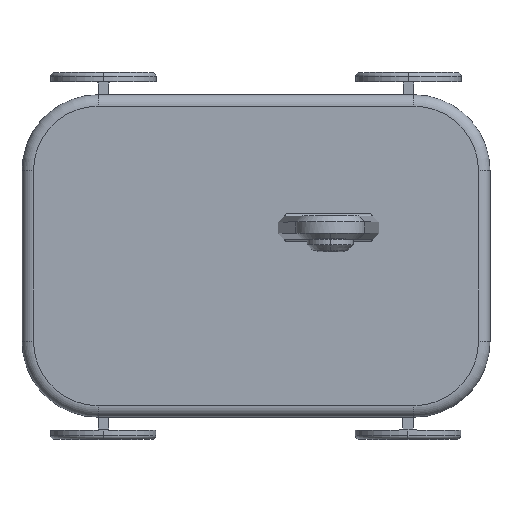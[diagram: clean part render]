
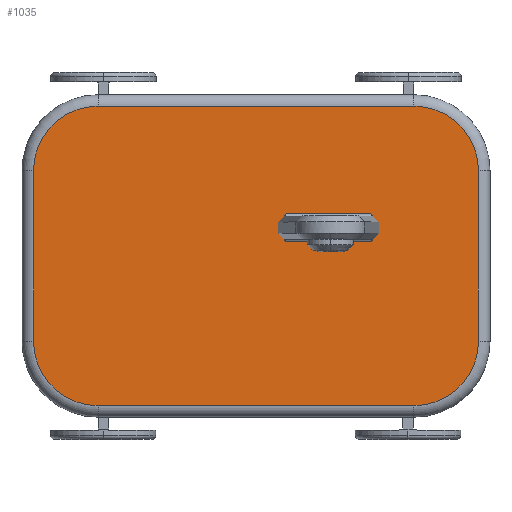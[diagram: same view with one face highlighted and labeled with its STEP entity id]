
A CAD part, top view. The second image highlights one B-rep face of the part: STEP entity #1035.
In plain terms, the highlighted planar face has unit normal (0, 0, 1).
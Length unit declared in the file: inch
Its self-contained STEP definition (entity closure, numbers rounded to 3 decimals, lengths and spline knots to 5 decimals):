
#21 = CARTESIAN_POINT ( 'NONE',  ( -0.89609, -0.09047, 0.7874 ) ) ;
#39 = EDGE_CURVE ( 'NONE', #2244, #1829, #1461, .T. ) ;
#44 = CARTESIAN_POINT ( 'NONE',  ( -3.96903, 2.07895, 0.7874 ) ) ;
#47 = CARTESIAN_POINT ( 'NONE',  ( -3.96903, -3.03916, 0.7874 ) ) ;
#63 = VERTEX_POINT ( 'NONE', #1025 ) ;
#75 = ORIENTED_EDGE ( 'NONE', *, *, #1633, .T. ) ;
#76 = CARTESIAN_POINT ( 'NONE',  ( -3.96903, -1.93601, 0.7874 ) ) ;
#101 = DIRECTION ( 'NONE',  ( 0., 1., 0. ) ) ;
#126 = CARTESIAN_POINT ( 'NONE',  ( -0.88967, -1.93601, 0.7874 ) ) ;
#151 = LINE ( 'NONE', #1309, #2506 ) ;
#161 = DIRECTION ( 'NONE',  ( 1., 0., 0. ) ) ;
#162 = LINE ( 'NONE', #1892, #875 ) ;
#171 = VERTEX_POINT ( 'NONE', #2393 ) ;
#222 = VERTEX_POINT ( 'NONE', #1437 ) ;
#263 = DIRECTION ( 'NONE',  ( 0., 1., 0. ) ) ;
#307 = ORIENTED_EDGE ( 'NONE', *, *, #2311, .T. ) ;
#310 = VERTEX_POINT ( 'NONE', #704 ) ;
#322 = VECTOR ( 'NONE', #1594, 39.37008 ) ;
#328 = DIRECTION ( 'NONE',  ( 1., 0., 0. ) ) ;
#330 = DIRECTION ( 'NONE',  ( 1., 0., 0. ) ) ;
#339 = DIRECTION ( 'NONE',  ( -1., 0., 0. ) ) ;
#383 = VERTEX_POINT ( 'NONE', #1879 ) ;
#393 = ORIENTED_EDGE ( 'NONE', *, *, #436, .T. ) ;
#415 = ORIENTED_EDGE ( 'NONE', *, *, #1629, .T. ) ;
#436 = EDGE_CURVE ( 'NONE', #222, #1032, #1291, .T. ) ;
#551 = CARTESIAN_POINT ( 'NONE',  ( 1.43097, 0.9758, 0.7874 ) ) ;
#560 = DIRECTION ( 'NONE',  ( -1., 0., 0. ) ) ;
#568 = ORIENTED_EDGE ( 'NONE', *, *, #39, .T. ) ;
#601 = ORIENTED_EDGE ( 'NONE', *, *, #1335, .T. ) ;
#612 = VECTOR ( 'NONE', #771, 39.37008 ) ;
#638 = CARTESIAN_POINT ( 'NONE',  ( 0.83208, -1.93601, 0.7874 ) ) ;
#655 = CARTESIAN_POINT ( 'NONE',  ( 1.43097, 2.07895, 0.7874 ) ) ;
#660 = PLANE ( 'NONE',  #1549 ) ;
#704 = CARTESIAN_POINT ( 'NONE',  ( -0.74905, -0.23685, 0.7874 ) ) ;
#723 = VERTEX_POINT ( 'NONE', #1560 ) ;
#771 = DIRECTION ( 'NONE',  ( 0.708, -0.706, 0. ) ) ;
#838 = CARTESIAN_POINT ( 'NONE',  ( -3.96903, 0.9758, 0.7874 ) ) ;
#861 = CARTESIAN_POINT ( 'NONE',  ( -0.88967, 0.09685, 0.7874 ) ) ;
#875 = VECTOR ( 'NONE', #1554, 39.37008 ) ;
#880 = EDGE_CURVE ( 'NONE', #1829, #1418, #993, .T. ) ;
#911 = DIRECTION ( 'NONE',  ( 0., 0., 1. ) ) ;
#914 = CARTESIAN_POINT ( 'NONE',  ( 2.53411, 0.9758, 0.7874 ) ) ;
#947 = ORIENTED_EDGE ( 'NONE', *, *, #1664, .T. ) ;
#949 = ORIENTED_EDGE ( 'NONE', *, *, #2082, .T. ) ;
#952 = ORIENTED_EDGE ( 'NONE', *, *, #2333, .T. ) ;
#965 = ORIENTED_EDGE ( 'NONE', *, *, #2098, .T. ) ;
#973 = VECTOR ( 'NONE', #339, 39.37008 ) ;
#980 = VERTEX_POINT ( 'NONE', #47 ) ;
#990 = CARTESIAN_POINT ( 'NONE',  ( 0.69167, -0.23685, 0.7874 ) ) ;
#993 = LINE ( 'NONE', #2193, #1753 ) ;
#998 = VERTEX_POINT ( 'NONE', #2076 ) ;
#1025 = CARTESIAN_POINT ( 'NONE',  ( 0.69167, 0.23685, 0.7874 ) ) ;
#1032 = VERTEX_POINT ( 'NONE', #914 ) ;
#1035 = ADVANCED_FACE ( 'NONE', ( #1053, #1870 ), #660, .T. ) ;
#1046 = CARTESIAN_POINT ( 'NONE',  ( -5.07218, 0.9758, 0.7874 ) ) ;
#1053 = FACE_BOUND ( 'NONE', #1090, .T. ) ;
#1090 = EDGE_LOOP ( 'NONE', ( #75, #601, #952, #965, #307, #2462, #1575, #949 ) ) ;
#1116 = VECTOR ( 'NONE', #1460, 39.37008 ) ;
#1123 = LINE ( 'NONE', #1729, #1184 ) ;
#1150 = DIRECTION ( 'NONE',  ( 1., 0., 0. ) ) ;
#1184 = VECTOR ( 'NONE', #560, 39.37008 ) ;
#1219 = DIRECTION ( 'NONE',  ( 0., 0., 1. ) ) ;
#1266 = VERTEX_POINT ( 'NONE', #990 ) ;
#1268 = CARTESIAN_POINT ( 'NONE',  ( -0.88967, -0.09685, 0.7874 ) ) ;
#1278 = DIRECTION ( 'NONE',  ( 0., 0., 1. ) ) ;
#1291 = LINE ( 'NONE', #1318, #2325 ) ;
#1300 = AXIS2_PLACEMENT_3D ( 'NONE', #551, #1332, #1150 ) ;
#1309 = CARTESIAN_POINT ( 'NONE',  ( -0.63815, 0.34727, 0.7874 ) ) ;
#1318 = CARTESIAN_POINT ( 'NONE',  ( 2.53411, 0.9758, 0.7874 ) ) ;
#1332 = DIRECTION ( 'NONE',  ( 0., 0., 1. ) ) ;
#1333 = DIRECTION ( 'NONE',  ( 0.709, 0.706, 0. ) ) ;
#1335 = EDGE_CURVE ( 'NONE', #310, #1927, #1787, .T. ) ;
#1389 = CIRCLE ( 'NONE', #2486, 1.10315 ) ;
#1418 = VERTEX_POINT ( 'NONE', #2036 ) ;
#1437 = CARTESIAN_POINT ( 'NONE',  ( 2.53411, -1.93601, 0.7874 ) ) ;
#1444 = AXIS2_PLACEMENT_3D ( 'NONE', #76, #1278, #2047 ) ;
#1452 = LINE ( 'NONE', #2099, #973 ) ;
#1460 = DIRECTION ( 'NONE',  ( 1., 0., 0. ) ) ;
#1461 = CIRCLE ( 'NONE', #2112, 1.10315 ) ;
#1476 = LINE ( 'NONE', #2048, #1116 ) ;
#1489 = VECTOR ( 'NONE', #263, 39.37008 ) ;
#1501 = CARTESIAN_POINT ( 'NONE',  ( 0.83726, 0.09169, 0.7874 ) ) ;
#1537 = EDGE_CURVE ( 'NONE', #1875, #2244, #1452, .T. ) ;
#1549 = AXIS2_PLACEMENT_3D ( 'NONE', #2411, #1848, #330 ) ;
#1554 = DIRECTION ( 'NONE',  ( -0.708, -0.706, 0. ) ) ;
#1560 = CARTESIAN_POINT ( 'NONE',  ( 1.43097, -3.03916, 0.7874 ) ) ;
#1575 = ORIENTED_EDGE ( 'NONE', *, *, #1849, .F. ) ;
#1594 = DIRECTION ( 'NONE',  ( -0.709, 0.706, 0. ) ) ;
#1606 = CIRCLE ( 'NONE', #1444, 1.10315 ) ;
#1617 = EDGE_CURVE ( 'NONE', #723, #222, #1389, .T. ) ;
#1628 = CIRCLE ( 'NONE', #1300, 1.10315 ) ;
#1629 = EDGE_CURVE ( 'NONE', #980, #723, #2497, .T. ) ;
#1633 = EDGE_CURVE ( 'NONE', #1266, #310, #1123, .T. ) ;
#1639 = ORIENTED_EDGE ( 'NONE', *, *, #1537, .T. ) ;
#1647 = EDGE_CURVE ( 'NONE', #63, #171, #2123, .T. ) ;
#1664 = EDGE_CURVE ( 'NONE', #1032, #1875, #1628, .T. ) ;
#1691 = CARTESIAN_POINT ( 'NONE',  ( 1.43097, -1.93601, 0.7874 ) ) ;
#1729 = CARTESIAN_POINT ( 'NONE',  ( -3.96903, -0.23685, 0.7874 ) ) ;
#1752 = VECTOR ( 'NONE', #328, 39.37008 ) ;
#1753 = VECTOR ( 'NONE', #1987, 39.37008 ) ;
#1787 = LINE ( 'NONE', #21, #322 ) ;
#1799 = DIRECTION ( 'NONE',  ( 1., 0., 0. ) ) ;
#1829 = VERTEX_POINT ( 'NONE', #1046 ) ;
#1831 = LINE ( 'NONE', #126, #1489 ) ;
#1848 = DIRECTION ( 'NONE',  ( 0., 0., 1. ) ) ;
#1849 = EDGE_CURVE ( 'NONE', #383, #171, #2006, .T. ) ;
#1870 = FACE_OUTER_BOUND ( 'NONE', #2295, .T. ) ;
#1875 = VERTEX_POINT ( 'NONE', #655 ) ;
#1879 = CARTESIAN_POINT ( 'NONE',  ( 0.83208, -0.09685, 0.7874 ) ) ;
#1892 = CARTESIAN_POINT ( 'NONE',  ( 0.61011, -0.31818, 0.7874 ) ) ;
#1905 = EDGE_CURVE ( 'NONE', #1418, #980, #1606, .T. ) ;
#1927 = VERTEX_POINT ( 'NONE', #1268 ) ;
#1930 = CARTESIAN_POINT ( 'NONE',  ( 1.43097, -3.03916, 0.7874 ) ) ;
#1933 = ORIENTED_EDGE ( 'NONE', *, *, #1905, .T. ) ;
#1987 = DIRECTION ( 'NONE',  ( 0., -1., 0. ) ) ;
#2006 = LINE ( 'NONE', #638, #2183 ) ;
#2036 = CARTESIAN_POINT ( 'NONE',  ( -5.07218, -1.93601, 0.7874 ) ) ;
#2047 = DIRECTION ( 'NONE',  ( 1., 0., 0. ) ) ;
#2048 = CARTESIAN_POINT ( 'NONE',  ( 0.73179, 0.23685, 0.7874 ) ) ;
#2072 = DIRECTION ( 'NONE',  ( 0., 1., 0. ) ) ;
#2076 = CARTESIAN_POINT ( 'NONE',  ( -0.74905, 0.23685, 0.7874 ) ) ;
#2082 = EDGE_CURVE ( 'NONE', #383, #1266, #162, .T. ) ;
#2098 = EDGE_CURVE ( 'NONE', #2363, #998, #151, .T. ) ;
#2099 = CARTESIAN_POINT ( 'NONE',  ( -3.96903, 2.07895, 0.7874 ) ) ;
#2112 = AXIS2_PLACEMENT_3D ( 'NONE', #838, #1219, #1799 ) ;
#2123 = LINE ( 'NONE', #1501, #612 ) ;
#2183 = VECTOR ( 'NONE', #101, 39.37008 ) ;
#2193 = CARTESIAN_POINT ( 'NONE',  ( -5.07218, -1.93601, 0.7874 ) ) ;
#2196 = ORIENTED_EDGE ( 'NONE', *, *, #880, .T. ) ;
#2244 = VERTEX_POINT ( 'NONE', #44 ) ;
#2295 = EDGE_LOOP ( 'NONE', ( #947, #1639, #568, #2196, #1933, #415, #2334, #393 ) ) ;
#2311 = EDGE_CURVE ( 'NONE', #998, #63, #1476, .T. ) ;
#2325 = VECTOR ( 'NONE', #2072, 39.37008 ) ;
#2333 = EDGE_CURVE ( 'NONE', #1927, #2363, #1831, .T. ) ;
#2334 = ORIENTED_EDGE ( 'NONE', *, *, #1617, .T. ) ;
#2363 = VERTEX_POINT ( 'NONE', #861 ) ;
#2393 = CARTESIAN_POINT ( 'NONE',  ( 0.83208, 0.09685, 0.7874 ) ) ;
#2411 = CARTESIAN_POINT ( 'NONE',  ( -3.96903, -1.93601, 0.7874 ) ) ;
#2462 = ORIENTED_EDGE ( 'NONE', *, *, #1647, .T. ) ;
#2486 = AXIS2_PLACEMENT_3D ( 'NONE', #1691, #911, #161 ) ;
#2497 = LINE ( 'NONE', #1930, #1752 ) ;
#2506 = VECTOR ( 'NONE', #1333, 39.37008 ) ;
